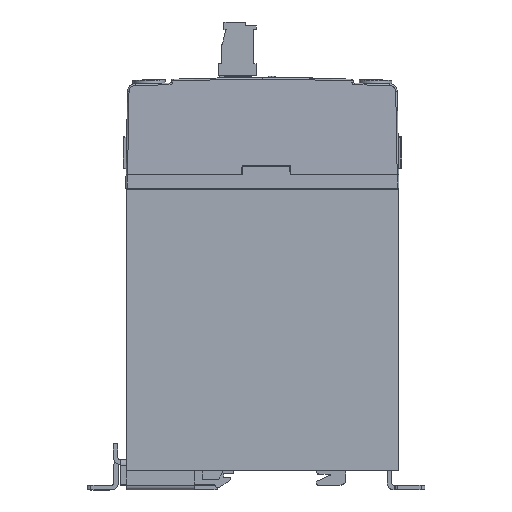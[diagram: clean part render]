
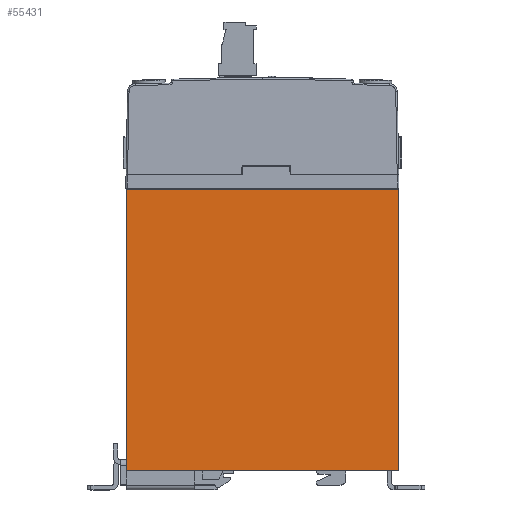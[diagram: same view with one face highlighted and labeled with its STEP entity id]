
A CAD part, top view. The second image highlights one B-rep face of the part: STEP entity #55431.
In plain terms, the highlighted planar face has unit normal (0, 0, 1).
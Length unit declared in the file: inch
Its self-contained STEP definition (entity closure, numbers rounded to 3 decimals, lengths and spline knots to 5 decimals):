
#536 = PLANE ( 'NONE',  #59610 ) ;
#2541 = ORIENTED_EDGE ( 'NONE', *, *, #29899, .F. ) ;
#4873 = VECTOR ( 'NONE', #49518, 39.37008 ) ;
#6932 = CARTESIAN_POINT ( 'NONE',  ( -1.77165, -3.66854, 0.88583 ) ) ;
#7771 = LINE ( 'NONE', #57700, #4873 ) ;
#10017 = ORIENTED_EDGE ( 'NONE', *, *, #116292, .F. ) ;
#13208 = EDGE_LOOP ( 'NONE', ( #108622, #2541, #26082, #10017 ) ) ;
#16673 = EDGE_CURVE ( 'NONE', #82370, #102236, #60851, .T. ) ;
#18685 = FACE_OUTER_BOUND ( 'NONE', #13208, .T. ) ;
#19183 = DIRECTION ( 'NONE',  ( 0., 1., 0. ) ) ;
#19656 = VERTEX_POINT ( 'NONE', #50808 ) ;
#19994 = LINE ( 'NONE', #6932, #115560 ) ;
#24414 = EDGE_CURVE ( 'NONE', #19656, #87964, #36257, .T. ) ;
#26082 = ORIENTED_EDGE ( 'NONE', *, *, #16673, .T. ) ;
#29899 = EDGE_CURVE ( 'NONE', #82370, #19656, #19994, .T. ) ;
#32487 = CARTESIAN_POINT ( 'NONE',  ( 1.77165, -0.015, 0.88583 ) ) ;
#36257 = LINE ( 'NONE', #98369, #107381 ) ;
#39963 = CARTESIAN_POINT ( 'NONE',  ( 1.77165, -3.66854, 0.88583 ) ) ;
#41469 = DIRECTION ( 'NONE',  ( 0., 1., 0. ) ) ;
#41912 = VECTOR ( 'NONE', #41469, 39.37008 ) ;
#43577 = DIRECTION ( 'NONE',  ( 0., 1., 0. ) ) ;
#49518 = DIRECTION ( 'NONE',  ( 1., 0., 0. ) ) ;
#50808 = CARTESIAN_POINT ( 'NONE',  ( -1.77165, -3.66854, 0.88583 ) ) ;
#55431 = ADVANCED_FACE ( 'NONE', ( #18685 ), #536, .F. ) ;
#57700 = CARTESIAN_POINT ( 'NONE',  ( -1.77165, -0.015, 0.88583 ) ) ;
#59610 = AXIS2_PLACEMENT_3D ( 'NONE', #65332, #74660, #19183 ) ;
#60851 = LINE ( 'NONE', #97068, #41912 ) ;
#65332 = CARTESIAN_POINT ( 'NONE',  ( -1.77165, -1.7839, 0.88583 ) ) ;
#68434 = CARTESIAN_POINT ( 'NONE',  ( -1.77165, -0.015, 0.88583 ) ) ;
#74660 = DIRECTION ( 'NONE',  ( 0., 0., -1. ) ) ;
#82370 = VERTEX_POINT ( 'NONE', #39963 ) ;
#87964 = VERTEX_POINT ( 'NONE', #68434 ) ;
#90419 = DIRECTION ( 'NONE',  ( -1., 0., 0. ) ) ;
#97068 = CARTESIAN_POINT ( 'NONE',  ( 1.77165, -1.7839, 0.88583 ) ) ;
#98369 = CARTESIAN_POINT ( 'NONE',  ( -1.77165, -1.7839, 0.88583 ) ) ;
#102236 = VERTEX_POINT ( 'NONE', #32487 ) ;
#107381 = VECTOR ( 'NONE', #43577, 39.37008 ) ;
#108622 = ORIENTED_EDGE ( 'NONE', *, *, #24414, .F. ) ;
#115560 = VECTOR ( 'NONE', #90419, 39.37008 ) ;
#116292 = EDGE_CURVE ( 'NONE', #87964, #102236, #7771, .T. ) ;
